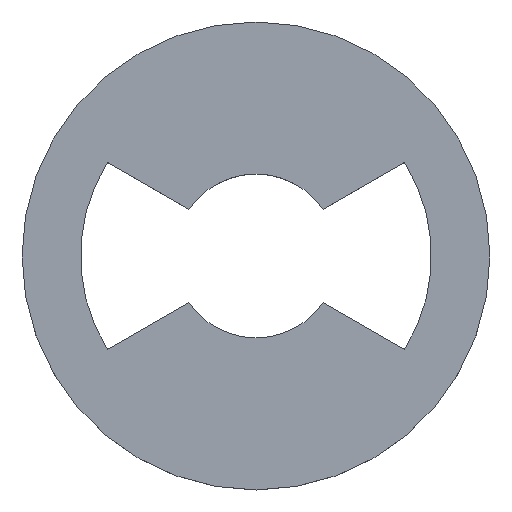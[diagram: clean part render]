
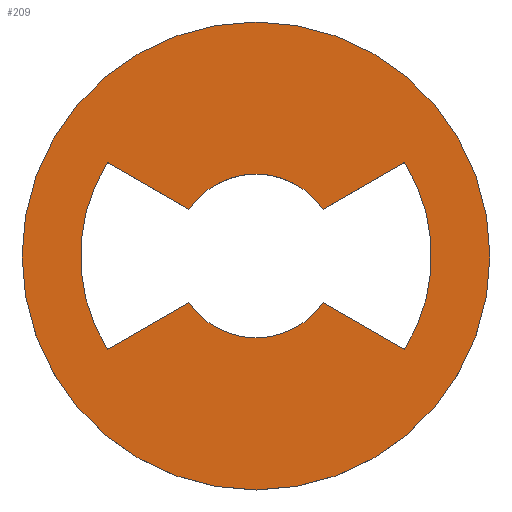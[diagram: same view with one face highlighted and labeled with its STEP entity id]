
A CAD part, top view. The second image highlights one B-rep face of the part: STEP entity #209.
In plain terms, the highlighted planar face has unit normal (0, 0, 1).
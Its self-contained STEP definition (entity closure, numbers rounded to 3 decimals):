
#20=FACE_BOUND('',#59,.T.);
#22=CIRCLE('',#228,7.5);
#24=CIRCLE('',#232,3.5);
#26=CIRCLE('',#236,7.5);
#28=CIRCLE('',#240,3.5);
#29=CIRCLE('',#242,10.);
#46=FACE_OUTER_BOUND('',#58,.T.);
#58=EDGE_LOOP('',(#184));
#59=EDGE_LOOP('',(#185,#186,#187,#188,#189,#190,#191,#192));
#62=LINE('',#321,#79);
#66=LINE('',#333,#83);
#70=LINE('',#345,#87);
#74=LINE('',#357,#91);
#79=VECTOR('',#255,10.);
#83=VECTOR('',#267,10.);
#87=VECTOR('',#279,10.);
#91=VECTOR('',#291,10.);
#96=VERTEX_POINT('',#318);
#97=VERTEX_POINT('',#320);
#99=VERTEX_POINT('',#326);
#101=VERTEX_POINT('',#332);
#103=VERTEX_POINT('',#338);
#105=VERTEX_POINT('',#344);
#107=VERTEX_POINT('',#350);
#109=VERTEX_POINT('',#356);
#110=VERTEX_POINT('',#363);
#114=EDGE_CURVE('',#97,#96,#62,.T.);
#117=EDGE_CURVE('',#99,#97,#22,.T.);
#120=EDGE_CURVE('',#101,#99,#66,.T.);
#123=EDGE_CURVE('',#103,#101,#24,.T.);
#126=EDGE_CURVE('',#105,#103,#70,.T.);
#129=EDGE_CURVE('',#107,#105,#26,.T.);
#132=EDGE_CURVE('',#109,#107,#74,.T.);
#135=EDGE_CURVE('',#96,#109,#28,.T.);
#136=EDGE_CURVE('',#110,#110,#29,.T.);
#184=ORIENTED_EDGE('',*,*,#136,.T.);
#185=ORIENTED_EDGE('',*,*,#135,.T.);
#186=ORIENTED_EDGE('',*,*,#132,.T.);
#187=ORIENTED_EDGE('',*,*,#129,.T.);
#188=ORIENTED_EDGE('',*,*,#126,.T.);
#189=ORIENTED_EDGE('',*,*,#123,.T.);
#190=ORIENTED_EDGE('',*,*,#120,.T.);
#191=ORIENTED_EDGE('',*,*,#117,.T.);
#192=ORIENTED_EDGE('',*,*,#114,.T.);
#198=PLANE('',#245);
#209=ADVANCED_FACE('',(#46,#20),#198,.F.);
#228=AXIS2_PLACEMENT_3D('',#327,#261,#262);
#232=AXIS2_PLACEMENT_3D('',#339,#273,#274);
#236=AXIS2_PLACEMENT_3D('',#351,#285,#286);
#240=AXIS2_PLACEMENT_3D('',#361,#297,#298);
#242=AXIS2_PLACEMENT_3D('',#364,#301,#302);
#245=AXIS2_PLACEMENT_3D('',#369,#308,#309);
#255=DIRECTION('',(-0.867,0.499,0.));
#261=DIRECTION('center_axis',(0.,0.,-1.));
#262=DIRECTION('ref_axis',(1.,0.,0.));
#267=DIRECTION('',(0.867,0.499,0.));
#273=DIRECTION('center_axis',(0.,0.,-1.));
#274=DIRECTION('ref_axis',(0.821,-0.571,0.));
#279=DIRECTION('',(0.867,-0.499,0.));
#285=DIRECTION('center_axis',(0.,0.,-1.));
#286=DIRECTION('ref_axis',(1.,0.,0.));
#291=DIRECTION('',(-0.867,-0.499,0.));
#297=DIRECTION('center_axis',(0.,0.,-1.));
#298=DIRECTION('ref_axis',(0.821,-0.571,0.));
#301=DIRECTION('center_axis',(0.,0.,1.));
#302=DIRECTION('ref_axis',(1.,0.,0.));
#308=DIRECTION('center_axis',(0.,0.,-1.));
#309=DIRECTION('ref_axis',(1.,0.,0.));
#318=CARTESIAN_POINT('',(2.872,-2.,-3.5));
#320=CARTESIAN_POINT('',(6.344,-4.,-3.5));
#321=CARTESIAN_POINT('',(2.872,-2.,-3.5));
#326=CARTESIAN_POINT('',(6.344,4.,-3.5));
#327=CARTESIAN_POINT('Origin',(0.,0.,-3.5));
#332=CARTESIAN_POINT('',(2.872,2.,-3.5));
#333=CARTESIAN_POINT('',(6.344,4.,-3.5));
#338=CARTESIAN_POINT('',(-2.872,2.,-3.5));
#339=CARTESIAN_POINT('Origin',(0.,0.,-3.5));
#344=CARTESIAN_POINT('',(-6.344,4.,-3.5));
#345=CARTESIAN_POINT('',(-6.344,4.,-3.5));
#350=CARTESIAN_POINT('',(-6.344,-4.,-3.5));
#351=CARTESIAN_POINT('Origin',(0.,0.,-3.5));
#356=CARTESIAN_POINT('',(-2.872,-2.,-3.5));
#357=CARTESIAN_POINT('',(-2.872,-2.,-3.5));
#361=CARTESIAN_POINT('Origin',(0.,0.,-3.5));
#363=CARTESIAN_POINT('',(-10.,0.,-3.5));
#364=CARTESIAN_POINT('Origin',(0.,0.,-3.5));
#369=CARTESIAN_POINT('Origin',(0.,0.,-3.5));
